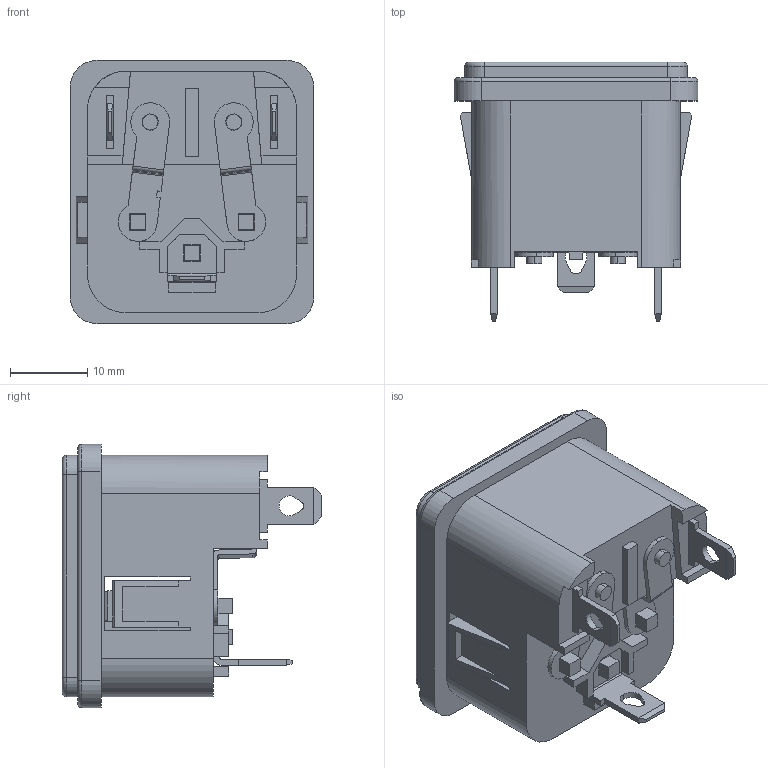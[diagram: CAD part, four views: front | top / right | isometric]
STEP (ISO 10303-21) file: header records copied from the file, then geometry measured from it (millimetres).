
FILE_DESCRIPTION (( 'STEP AP214' ), '1' );
FILE_NAME ('RF-2004D-X.X-4.8.STEP', '2020-02-20T07:44:21', ( '' ), ( '' ), 'SwSTEP 2.0', 'SolidWorks 2016', '' );
FILE_SCHEMA (( 'AUTOMOTIVE_DESIGN' ));
Length unit declared in the file: millimetre
Products named in the file (14): RF-2004B-A; RF2004-001-0.8; RF-2004D-X.X-4.8; RF-2004B-AA; SS120PCB-002-2.0; RF2004B-001; RF-2004B-AB; RF2004B-002; RF18-007; RF2004B-003NEW; RF2004B-004A; RF2004B-004; SS120PCB-001-2.0; RF2004B-B-1.0
Assembly tree (18 placements, depth 3):
  RF-2004D-X.X-4.8
    RF2004B-B-1.0
    RF2004B-004
    RF2004B-004A
    SS120PCB-001-2.0
    SS120PCB-002-2.0  x2
    RF2004-001-0.8
    RF-2004B-A
      RF-2004B-AB
      RF-2004B-AA
    RF2004B-001  x2
    RF18-007  x2
    RF2004B-002  x2
    RF2004B-003NEW  x2
Bounding box: 31.5 x 33.5 x 34 mm (x, y, z)
Volume: 11040.9 mm3; surface area: 14539.7 mm2
Topology: 17 solids, 17 shells, 1201 faces, 3255 edges, 2128 vertices
Faces by surface type: plane 720, cylinder 260, bspline 105, torus 76, cone 28, sphere 12
Entity records: 36424 total; most frequent: CARTESIAN_POINT 11009, ORIENTED_EDGE 5428, DIRECTION 4733, EDGE_CURVE 2714, LINE 1985, VECTOR 1985, VERTEX_POINT 1780, AXIS2_PLACEMENT_3D 1374
